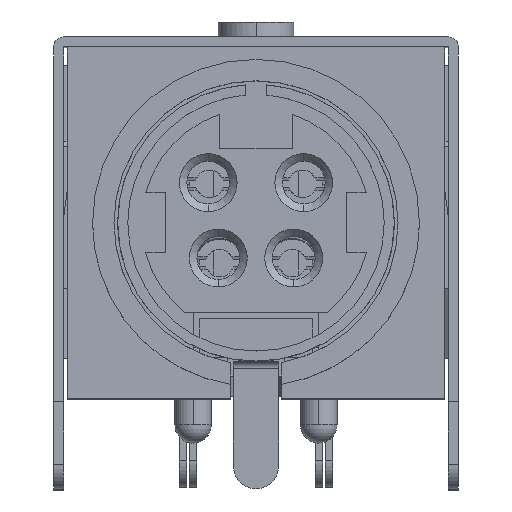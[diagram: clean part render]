
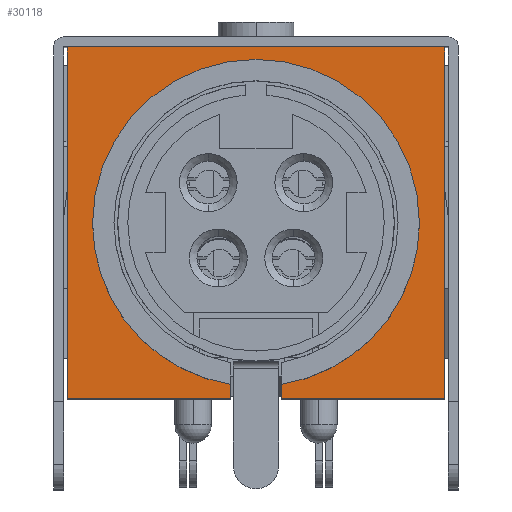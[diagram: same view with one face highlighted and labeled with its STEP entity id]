
A CAD part, top view. The second image highlights one B-rep face of the part: STEP entity #30118.
In plain terms, the highlighted planar face has unit normal (0, 0, 1).
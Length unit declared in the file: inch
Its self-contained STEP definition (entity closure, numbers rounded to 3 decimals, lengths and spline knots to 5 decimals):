
#775 = AXIS2_PLACEMENT_3D ( 'NONE', #11452, #23988, #18843 ) ;
#1526 = CARTESIAN_POINT ( 'NONE',  ( -0.29528, -0.55118, 0. ) ) ;
#1800 = CARTESIAN_POINT ( 'NONE',  ( -0.29528, 0., 0. ) ) ;
#1960 = DIRECTION ( 'NONE',  ( 0., 0., 1. ) ) ;
#1963 = VECTOR ( 'NONE', #22536, 39.37008 ) ;
#2446 = CARTESIAN_POINT ( 'NONE',  ( 0., -0.27559, 0. ) ) ;
#2524 = VERTEX_POINT ( 'NONE', #16078 ) ;
#2640 = ORIENTED_EDGE ( 'NONE', *, *, #17421, .F. ) ;
#2958 = VERTEX_POINT ( 'NONE', #8348 ) ;
#3400 = CARTESIAN_POINT ( 'NONE',  ( 0.25591, -0.27559, 0. ) ) ;
#3619 = VERTEX_POINT ( 'NONE', #6589 ) ;
#3718 = AXIS2_PLACEMENT_3D ( 'NONE', #1800, #4437, #19569 ) ;
#4305 = LINE ( 'NONE', #22253, #8828 ) ;
#4437 = DIRECTION ( 'NONE',  ( 0., 0., 1. ) ) ;
#5369 = EDGE_LOOP ( 'NONE', ( #16184, #16205, #11145, #21547, #20211, #30473, #15904, #28464, #15842, #2640 ) ) ;
#5422 = EDGE_CURVE ( 'NONE', #2958, #7536, #29352, .T. ) ;
#5475 = VECTOR ( 'NONE', #25258, 39.37008 ) ;
#6589 = CARTESIAN_POINT ( 'NONE',  ( -0.03937, -0.55118, 0. ) ) ;
#7468 = VERTEX_POINT ( 'NONE', #9510 ) ;
#7536 = VERTEX_POINT ( 'NONE', #19856 ) ;
#7539 = DIRECTION ( 'NONE',  ( 0., -1., 0. ) ) ;
#7690 = LINE ( 'NONE', #24869, #1963 ) ;
#8122 = CARTESIAN_POINT ( 'NONE',  ( 0.29528, 0., 0. ) ) ;
#8348 = CARTESIAN_POINT ( 'NONE',  ( 0.03937, -0.55118, 0. ) ) ;
#8486 = CARTESIAN_POINT ( 'NONE',  ( -0.29528, -0.55118, 0. ) ) ;
#8699 = CIRCLE ( 'NONE', #775, 0.25591 ) ;
#8828 = VECTOR ( 'NONE', #17151, 39.37008 ) ;
#8926 = DIRECTION ( 'NONE',  ( 1., 0., 0. ) ) ;
#8957 = EDGE_CURVE ( 'NONE', #25748, #3619, #13894, .T. ) ;
#9496 = DIRECTION ( 'NONE',  ( 0., 0., 1. ) ) ;
#9510 = CARTESIAN_POINT ( 'NONE',  ( -0.25591, -0.27559, 0. ) ) ;
#9714 = CARTESIAN_POINT ( 'NONE',  ( -0.29528, 0., 0. ) ) ;
#10028 = LINE ( 'NONE', #9714, #24233 ) ;
#10533 = CARTESIAN_POINT ( 'NONE',  ( -0.29528, 0., 0. ) ) ;
#11145 = ORIENTED_EDGE ( 'NONE', *, *, #5422, .T. ) ;
#11452 = CARTESIAN_POINT ( 'NONE',  ( 0., -0.27559, 0. ) ) ;
#12436 = CIRCLE ( 'NONE', #30858, 0.25591 ) ;
#12437 = CARTESIAN_POINT ( 'NONE',  ( 0., -0.27559, 0. ) ) ;
#12533 = LINE ( 'NONE', #15191, #5475 ) ;
#13894 = LINE ( 'NONE', #1526, #25290 ) ;
#14599 = DIRECTION ( 'NONE',  ( 0.154, -0.988, 0. ) ) ;
#15191 = CARTESIAN_POINT ( 'NONE',  ( -0.03937, -0.55118, 0. ) ) ;
#15326 = DIRECTION ( 'NONE',  ( 1., 0., 0. ) ) ;
#15842 = ORIENTED_EDGE ( 'NONE', *, *, #24996, .F. ) ;
#15904 = ORIENTED_EDGE ( 'NONE', *, *, #8957, .T. ) ;
#16078 = CARTESIAN_POINT ( 'NONE',  ( -0.29528, 0., 0. ) ) ;
#16184 = ORIENTED_EDGE ( 'NONE', *, *, #24552, .F. ) ;
#16205 = ORIENTED_EDGE ( 'NONE', *, *, #27634, .T. ) ;
#16384 = CARTESIAN_POINT ( 'NONE',  ( 0.03937, -0.52845, 0. ) ) ;
#16478 = EDGE_CURVE ( 'NONE', #2524, #26705, #20241, .T. ) ;
#17151 = DIRECTION ( 'NONE',  ( 0., -1., 0. ) ) ;
#17421 = EDGE_CURVE ( 'NONE', #19389, #7468, #12436, .T. ) ;
#17877 = EDGE_CURVE ( 'NONE', #26705, #7536, #4305, .T. ) ;
#18843 = DIRECTION ( 'NONE',  ( 0.154, -0.988, 0. ) ) ;
#18982 = DIRECTION ( 'NONE',  ( 1., 0., 0. ) ) ;
#19389 = VERTEX_POINT ( 'NONE', #3400 ) ;
#19569 = DIRECTION ( 'NONE',  ( 1., 0., 0. ) ) ;
#19856 = CARTESIAN_POINT ( 'NONE',  ( 0.29528, -0.55118, 0. ) ) ;
#19946 = VERTEX_POINT ( 'NONE', #16384 ) ;
#20211 = ORIENTED_EDGE ( 'NONE', *, *, #16478, .F. ) ;
#20241 = LINE ( 'NONE', #10533, #22415 ) ;
#20251 = VERTEX_POINT ( 'NONE', #29295 ) ;
#21547 = ORIENTED_EDGE ( 'NONE', *, *, #17877, .F. ) ;
#22066 = FACE_OUTER_BOUND ( 'NONE', #5369, .T. ) ;
#22253 = CARTESIAN_POINT ( 'NONE',  ( 0.29528, 0., 0. ) ) ;
#22415 = VECTOR ( 'NONE', #15326, 39.37008 ) ;
#22536 = DIRECTION ( 'NONE',  ( 0., -1., 0. ) ) ;
#23396 = CIRCLE ( 'NONE', #32337, 0.25591 ) ;
#23980 = EDGE_CURVE ( 'NONE', #3619, #20251, #12533, .T. ) ;
#23988 = DIRECTION ( 'NONE',  ( 0., 0., 1. ) ) ;
#24233 = VECTOR ( 'NONE', #7539, 39.37008 ) ;
#24273 = CARTESIAN_POINT ( 'NONE',  ( 0.03937, -0.55118, 0. ) ) ;
#24552 = EDGE_CURVE ( 'NONE', #19946, #19389, #23396, .T. ) ;
#24869 = CARTESIAN_POINT ( 'NONE',  ( 0.03937, -0.52845, 0. ) ) ;
#24996 = EDGE_CURVE ( 'NONE', #7468, #20251, #8699, .T. ) ;
#25258 = DIRECTION ( 'NONE',  ( 0., 1., 0. ) ) ;
#25290 = VECTOR ( 'NONE', #18982, 39.37008 ) ;
#25748 = VERTEX_POINT ( 'NONE', #8486 ) ;
#26705 = VERTEX_POINT ( 'NONE', #8122 ) ;
#27634 = EDGE_CURVE ( 'NONE', #19946, #2958, #7690, .T. ) ;
#28464 = ORIENTED_EDGE ( 'NONE', *, *, #23980, .T. ) ;
#29115 = VECTOR ( 'NONE', #8926, 39.37008 ) ;
#29295 = CARTESIAN_POINT ( 'NONE',  ( -0.03937, -0.52845, 0. ) ) ;
#29323 = PLANE ( 'NONE',  #3718 ) ;
#29352 = LINE ( 'NONE', #24273, #29115 ) ;
#30118 = ADVANCED_FACE ( 'NONE', ( #22066 ), #29323, .T. ) ;
#30193 = EDGE_CURVE ( 'NONE', #2524, #25748, #10028, .T. ) ;
#30473 = ORIENTED_EDGE ( 'NONE', *, *, #30193, .T. ) ;
#30858 = AXIS2_PLACEMENT_3D ( 'NONE', #12437, #9496, #14599 ) ;
#32337 = AXIS2_PLACEMENT_3D ( 'NONE', #2446, #1960, #32413 ) ;
#32413 = DIRECTION ( 'NONE',  ( 0.154, -0.988, 0. ) ) ;
